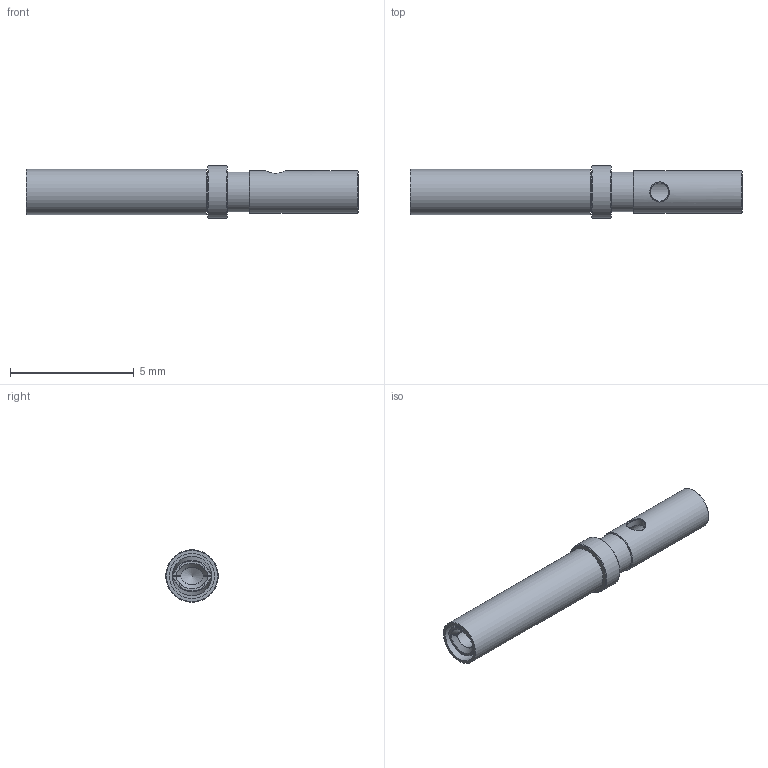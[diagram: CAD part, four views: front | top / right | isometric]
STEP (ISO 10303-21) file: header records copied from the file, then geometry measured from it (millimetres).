
FILE_DESCRIPTION(/* description */ ('Alibre Inc.'),/* implementation_level */ '2;1');
FILE_NAME(/* name */ 'export0',/* time_stamp */ '2014-09-04T13:41:34-07:00',/* author */ (''),/* organization */ (''),/* preprocessor_version */ 'ST-DEVELOPER v14',/* originating_system */ 'Alibre',/* authorisation */ '');
FILE_SCHEMA (('CONFIG_CONTROL_DESIGN'));
Length unit declared in the file: centimetre
Products named in the file (1): ID_1
Bounding box: 13.41 x 2.12 x 2.12 mm (x, y, z)
Volume: 22.8 mm3; surface area: 173 mm2
Topology: 1 solids, 1 shells, 63 faces, 154 edges, 92 vertices
Faces by surface type: plane 22, cylinder 17, cone 9, torus 6, bspline 5, sphere 4
Full cylindrical faces by diameter (mm): 0.737 x1, 1.016 x1, 1.143 x1, 1.6 x3, 1.702 x1, 1.829 x1, 2.121 x1
Entity records: 2944 total; most frequent: CARTESIAN_POINT 1601, ORIENTED_EDGE 246, DIRECTION 234, EDGE_CURVE 123, AXIS2_PLACEMENT_3D 110, FACE_BOUND 87, EDGE_LOOP 85, VERTEX_POINT 84
